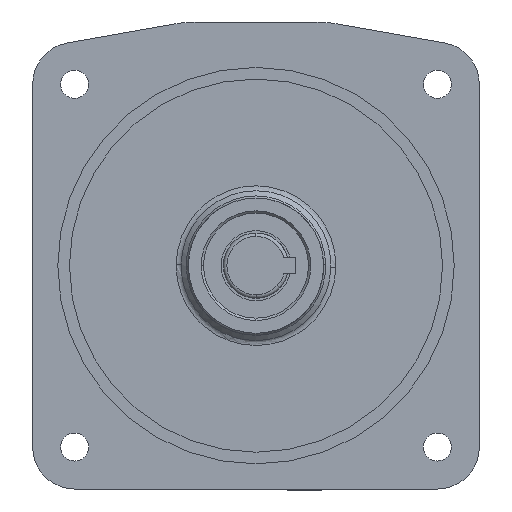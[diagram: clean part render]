
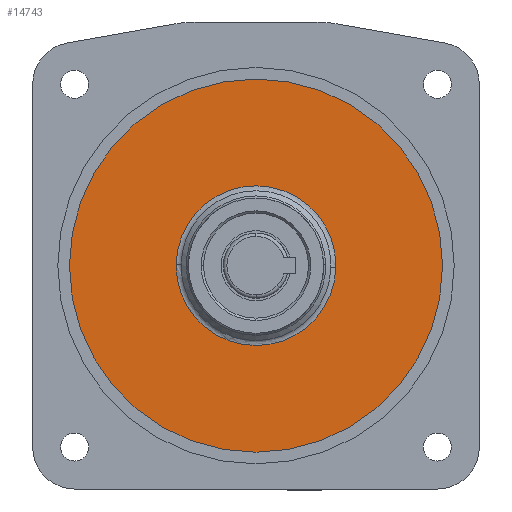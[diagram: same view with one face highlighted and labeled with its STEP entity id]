
A CAD part, front view. The second image highlights one B-rep face of the part: STEP entity #14743.
In plain terms, the highlighted planar face has unit normal (0, -1, 0).
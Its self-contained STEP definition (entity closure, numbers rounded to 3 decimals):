
#764 = CARTESIAN_POINT ( 'NONE',  ( 0., 0., -20.8 ) ) ;
#1020 = EDGE_CURVE ( 'NONE', #8469, #31906, #20630, .T. ) ;
#1071 = CARTESIAN_POINT ( 'NONE',  ( 0., 0., 59.2 ) ) ;
#1311 = CIRCLE ( 'NONE', #28413, 80. ) ;
#1684 = VERTEX_POINT ( 'NONE', #1071 ) ;
#1732 = DIRECTION ( 'NONE',  ( 1., 0., 0. ) ) ;
#3602 = FACE_OUTER_BOUND ( 'NONE', #16171, .T. ) ;
#4597 = DIRECTION ( 'NONE',  ( 0., 0., 1. ) ) ;
#5944 = CIRCLE ( 'NONE', #22960, 34.243 ) ;
#6516 = DIRECTION ( 'NONE',  ( 1., 0., 0. ) ) ;
#7589 = DIRECTION ( 'NONE',  ( 0., 0., -1. ) ) ;
#8469 = VERTEX_POINT ( 'NONE', #25753 ) ;
#8561 = EDGE_CURVE ( 'NONE', #14774, #26139, #40713, .T. ) ;
#9172 = EDGE_CURVE ( 'NONE', #31906, #14774, #5944, .T. ) ;
#9199 = CARTESIAN_POINT ( 'NONE',  ( 0., 0., -20.8 ) ) ;
#9280 = DIRECTION ( 'NONE',  ( 0., -1., 0. ) ) ;
#9863 = AXIS2_PLACEMENT_3D ( 'NONE', #36798, #21566, #6516 ) ;
#11526 = DIRECTION ( 'NONE',  ( 1., 0., -0.021 ) ) ;
#12540 = EDGE_LOOP ( 'NONE', ( #28047, #21771, #20140, #14481 ) ) ;
#13292 = DIRECTION ( 'NONE',  ( -1., 0., 0.021 ) ) ;
#13467 = CARTESIAN_POINT ( 'NONE',  ( -34.235, 0., -20.08 ) ) ;
#14481 = ORIENTED_EDGE ( 'NONE', *, *, #1020, .F. ) ;
#14677 = DIRECTION ( 'NONE',  ( 0., -1., 0. ) ) ;
#14743 = ADVANCED_FACE ( 'NONE', ( #3602, #17914 ), #21791, .F. ) ;
#14774 = VERTEX_POINT ( 'NONE', #25659 ) ;
#16171 = EDGE_LOOP ( 'NONE', ( #28155, #19458 ) ) ;
#16914 = CARTESIAN_POINT ( 'NONE',  ( 34.235, 0., -21.521 ) ) ;
#16936 = DIRECTION ( 'NONE',  ( 0., -1., 0. ) ) ;
#17914 = FACE_BOUND ( 'NONE', #12540, .T. ) ;
#18057 = EDGE_CURVE ( 'NONE', #1684, #19720, #1311, .T. ) ;
#19458 = ORIENTED_EDGE ( 'NONE', *, *, #18057, .F. ) ;
#19720 = VERTEX_POINT ( 'NONE', #23260 ) ;
#19866 = CIRCLE ( 'NONE', #23733, 80. ) ;
#20140 = ORIENTED_EDGE ( 'NONE', *, *, #9172, .F. ) ;
#20630 = CIRCLE ( 'NONE', #36915, 34.242 ) ;
#21566 = DIRECTION ( 'NONE',  ( 0., 1., 0. ) ) ;
#21662 = EDGE_CURVE ( 'NONE', #26139, #8469, #46739, .T. ) ;
#21771 = ORIENTED_EDGE ( 'NONE', *, *, #8561, .F. ) ;
#21791 = PLANE ( 'NONE',  #9863 ) ;
#22171 = AXIS2_PLACEMENT_3D ( 'NONE', #45363, #41750, #37384 ) ;
#22960 = AXIS2_PLACEMENT_3D ( 'NONE', #9199, #16936, #13292 ) ;
#23253 = EDGE_CURVE ( 'NONE', #19720, #1684, #19866, .T. ) ;
#23260 = CARTESIAN_POINT ( 'NONE',  ( 0., 0., -100.8 ) ) ;
#23733 = AXIS2_PLACEMENT_3D ( 'NONE', #764, #29859, #7589 ) ;
#25659 = CARTESIAN_POINT ( 'NONE',  ( -34.243, 0., -20.793 ) ) ;
#25753 = CARTESIAN_POINT ( 'NONE',  ( 34.242, 0., -20.807 ) ) ;
#26037 = CARTESIAN_POINT ( 'NONE',  ( 0., 0., -20.8 ) ) ;
#26139 = VERTEX_POINT ( 'NONE', #16914 ) ;
#28047 = ORIENTED_EDGE ( 'NONE', *, *, #21662, .F. ) ;
#28155 = ORIENTED_EDGE ( 'NONE', *, *, #23253, .F. ) ;
#28413 = AXIS2_PLACEMENT_3D ( 'NONE', #41431, #37817, #4597 ) ;
#29859 = DIRECTION ( 'NONE',  ( 0., 1., 0. ) ) ;
#31906 = VERTEX_POINT ( 'NONE', #13467 ) ;
#36798 = CARTESIAN_POINT ( 'NONE',  ( 0., 0., 0. ) ) ;
#36915 = AXIS2_PLACEMENT_3D ( 'NONE', #42232, #9280, #1732 ) ;
#37384 = DIRECTION ( 'NONE',  ( -1., 0., 0. ) ) ;
#37817 = DIRECTION ( 'NONE',  ( 0., 1., 0. ) ) ;
#40713 = CIRCLE ( 'NONE', #22171, 34.242 ) ;
#41431 = CARTESIAN_POINT ( 'NONE',  ( 0., 0., -20.8 ) ) ;
#41750 = DIRECTION ( 'NONE',  ( 0., -1., 0. ) ) ;
#42092 = AXIS2_PLACEMENT_3D ( 'NONE', #26037, #14677, #11526 ) ;
#42232 = CARTESIAN_POINT ( 'NONE',  ( 0., 0., -20.8 ) ) ;
#45363 = CARTESIAN_POINT ( 'NONE',  ( 0., 0., -20.8 ) ) ;
#46739 = CIRCLE ( 'NONE', #42092, 34.243 ) ;
